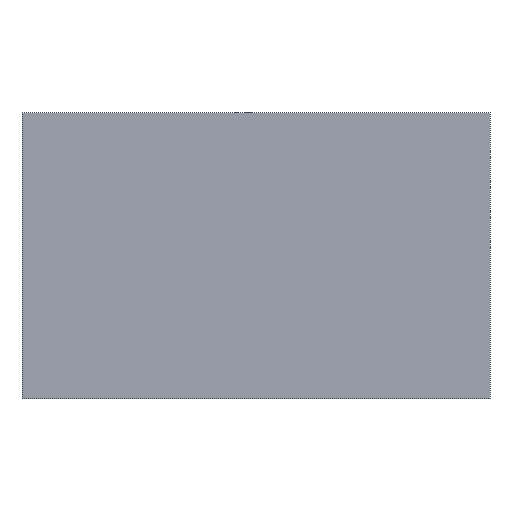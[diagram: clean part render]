
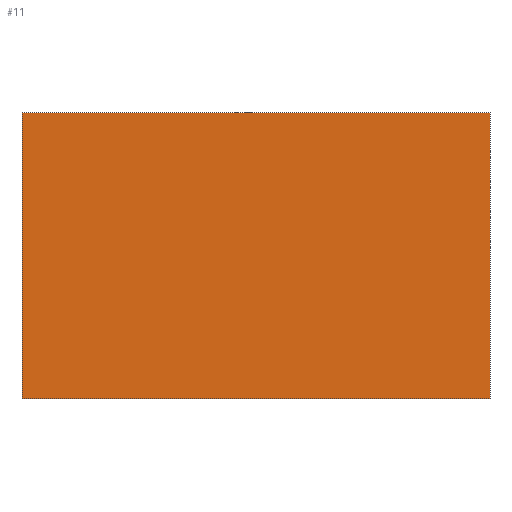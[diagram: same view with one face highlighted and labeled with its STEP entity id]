
A CAD part, front view. The second image highlights one B-rep face of the part: STEP entity #11.
In plain terms, the highlighted planar face has unit normal (0, -1, 0).
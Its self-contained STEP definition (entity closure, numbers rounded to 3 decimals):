
#2 = EDGE_CURVE ( 'NONE', #220, #165, #88, .T. ) ;
#6 = CARTESIAN_POINT ( 'NONE',  ( 0., 0., 0. ) ) ;
#11 = ADVANCED_FACE ( 'NONE', ( #226 ), #167, .T. ) ;
#12 = VECTOR ( 'NONE', #175, 1000. ) ;
#21 = ORIENTED_EDGE ( 'NONE', *, *, #107, .F. ) ;
#25 = CARTESIAN_POINT ( 'NONE',  ( 90., 0., 0. ) ) ;
#42 = LINE ( 'NONE', #6, #136 ) ;
#46 = VECTOR ( 'NONE', #109, 1000. ) ;
#58 = CARTESIAN_POINT ( 'NONE',  ( 0., 0., 0. ) ) ;
#66 = DIRECTION ( 'NONE',  ( 0., -1., 0. ) ) ;
#70 = AXIS2_PLACEMENT_3D ( 'NONE', #150, #66, #213 ) ;
#88 = LINE ( 'NONE', #149, #46 ) ;
#92 = DIRECTION ( 'NONE',  ( 0., 0., -1. ) ) ;
#101 = EDGE_LOOP ( 'NONE', ( #183, #232, #21, #123 ) ) ;
#107 = EDGE_CURVE ( 'NONE', #165, #221, #143, .T. ) ;
#109 = DIRECTION ( 'NONE',  ( 1., 0., 0. ) ) ;
#116 = CARTESIAN_POINT ( 'NONE',  ( 0., 0., -55. ) ) ;
#123 = ORIENTED_EDGE ( 'NONE', *, *, #2, .F. ) ;
#136 = VECTOR ( 'NONE', #170, 1000. ) ;
#137 = CARTESIAN_POINT ( 'NONE',  ( 90., 0., 0. ) ) ;
#138 = EDGE_CURVE ( 'NONE', #155, #220, #42, .T. ) ;
#143 = LINE ( 'NONE', #137, #144 ) ;
#144 = VECTOR ( 'NONE', #92, 1000. ) ;
#149 = CARTESIAN_POINT ( 'NONE',  ( 0., 0., 0. ) ) ;
#150 = CARTESIAN_POINT ( 'NONE',  ( 0., 0., 0. ) ) ;
#155 = VERTEX_POINT ( 'NONE', #116 ) ;
#157 = EDGE_CURVE ( 'NONE', #221, #155, #210, .T. ) ;
#159 = CARTESIAN_POINT ( 'NONE',  ( 0., 0., -55. ) ) ;
#165 = VERTEX_POINT ( 'NONE', #25 ) ;
#167 = PLANE ( 'NONE',  #70 ) ;
#170 = DIRECTION ( 'NONE',  ( 0., 0., 1. ) ) ;
#172 = CARTESIAN_POINT ( 'NONE',  ( 90., 0., -55. ) ) ;
#175 = DIRECTION ( 'NONE',  ( -1., 0., 0. ) ) ;
#183 = ORIENTED_EDGE ( 'NONE', *, *, #138, .F. ) ;
#210 = LINE ( 'NONE', #159, #12 ) ;
#213 = DIRECTION ( 'NONE',  ( 0., 0., -1. ) ) ;
#220 = VERTEX_POINT ( 'NONE', #58 ) ;
#221 = VERTEX_POINT ( 'NONE', #172 ) ;
#226 = FACE_OUTER_BOUND ( 'NONE', #101, .T. ) ;
#232 = ORIENTED_EDGE ( 'NONE', *, *, #157, .F. ) ;
